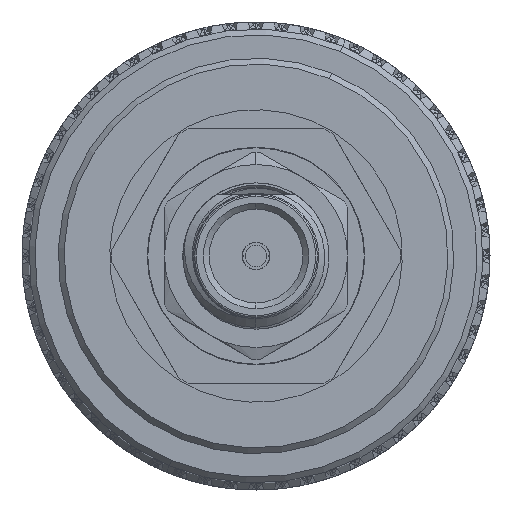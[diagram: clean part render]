
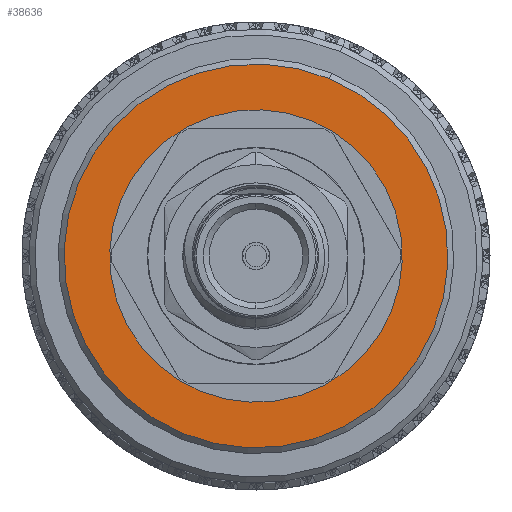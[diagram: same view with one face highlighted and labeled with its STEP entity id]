
A CAD part, left-side view. The second image highlights one B-rep face of the part: STEP entity #38636.
In plain terms, the highlighted face is planar.
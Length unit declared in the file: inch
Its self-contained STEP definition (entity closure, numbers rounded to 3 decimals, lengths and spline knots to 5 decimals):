
#673 = AXIS2_PLACEMENT_3D ( 'NONE', #59406, #87487, #95711 ) ;
#3316 = ORIENTED_EDGE ( 'NONE', *, *, #33070, .F. ) ;
#4068 = PLANE ( 'NONE',  #86990 ) ;
#6511 = CIRCLE ( 'NONE', #84098, 0.25 ) ;
#12739 = CARTESIAN_POINT ( 'NONE',  ( 0.67383, -0.32809, 0. ) ) ;
#12865 = CIRCLE ( 'NONE', #63046, 0.32809 ) ;
#13318 = EDGE_CURVE ( 'NONE', #47944, #106718, #12865, .T. ) ;
#15842 = CARTESIAN_POINT ( 'NONE',  ( 0.67383, 0.32809, 0. ) ) ;
#16747 = FACE_OUTER_BOUND ( 'NONE', #38508, .T. ) ;
#20422 = CARTESIAN_POINT ( 'NONE',  ( 0.67383, -0.25, 0. ) ) ;
#21808 = DIRECTION ( 'NONE',  ( 0., 1., 0. ) ) ;
#24508 = ORIENTED_EDGE ( 'NONE', *, *, #80421, .T. ) ;
#25513 = CARTESIAN_POINT ( 'NONE',  ( 0.67383, 0., 0. ) ) ;
#31685 = DIRECTION ( 'NONE',  ( 0., 1., 0. ) ) ;
#32320 = AXIS2_PLACEMENT_3D ( 'NONE', #25513, #117501, #72252 ) ;
#33070 = EDGE_CURVE ( 'NONE', #59921, #69044, #37625, .T. ) ;
#33484 = CARTESIAN_POINT ( 'NONE',  ( 0.67383, 0., 0. ) ) ;
#37625 = CIRCLE ( 'NONE', #673, 0.25 ) ;
#38508 = EDGE_LOOP ( 'NONE', ( #24508, #44986 ) ) ;
#38636 = ADVANCED_FACE ( 'NONE', ( #90994, #16747 ), #4068, .T. ) ;
#39846 = DIRECTION ( 'NONE',  ( 1., 0., 0. ) ) ;
#40243 = EDGE_CURVE ( 'NONE', #69044, #59921, #6511, .T. ) ;
#44986 = ORIENTED_EDGE ( 'NONE', *, *, #13318, .T. ) ;
#47944 = VERTEX_POINT ( 'NONE', #15842 ) ;
#58556 = CARTESIAN_POINT ( 'NONE',  ( 0.67383, 0.33809, 0. ) ) ;
#59406 = CARTESIAN_POINT ( 'NONE',  ( 0.67383, 0., 0. ) ) ;
#59921 = VERTEX_POINT ( 'NONE', #68622 ) ;
#63046 = AXIS2_PLACEMENT_3D ( 'NONE', #86863, #106451, #21808 ) ;
#68622 = CARTESIAN_POINT ( 'NONE',  ( 0.67383, 0.25, 0. ) ) ;
#69044 = VERTEX_POINT ( 'NONE', #20422 ) ;
#72252 = DIRECTION ( 'NONE',  ( 0., 1., 0. ) ) ;
#78626 = DIRECTION ( 'NONE',  ( 0., 1., 0. ) ) ;
#80421 = EDGE_CURVE ( 'NONE', #106718, #47944, #91845, .T. ) ;
#84098 = AXIS2_PLACEMENT_3D ( 'NONE', #33484, #116155, #78626 ) ;
#86863 = CARTESIAN_POINT ( 'NONE',  ( 0.67383, 0., 0. ) ) ;
#86990 = AXIS2_PLACEMENT_3D ( 'NONE', #58556, #39846, #31685 ) ;
#87487 = DIRECTION ( 'NONE',  ( 1., 0., 0. ) ) ;
#90994 = FACE_BOUND ( 'NONE', #104467, .T. ) ;
#91845 = CIRCLE ( 'NONE', #32320, 0.32809 ) ;
#95711 = DIRECTION ( 'NONE',  ( 0., 1., 0. ) ) ;
#104467 = EDGE_LOOP ( 'NONE', ( #3316, #108239 ) ) ;
#106451 = DIRECTION ( 'NONE',  ( 1., 0., 0. ) ) ;
#106718 = VERTEX_POINT ( 'NONE', #12739 ) ;
#108239 = ORIENTED_EDGE ( 'NONE', *, *, #40243, .F. ) ;
#116155 = DIRECTION ( 'NONE',  ( 1., 0., 0. ) ) ;
#117501 = DIRECTION ( 'NONE',  ( 1., 0., 0. ) ) ;
